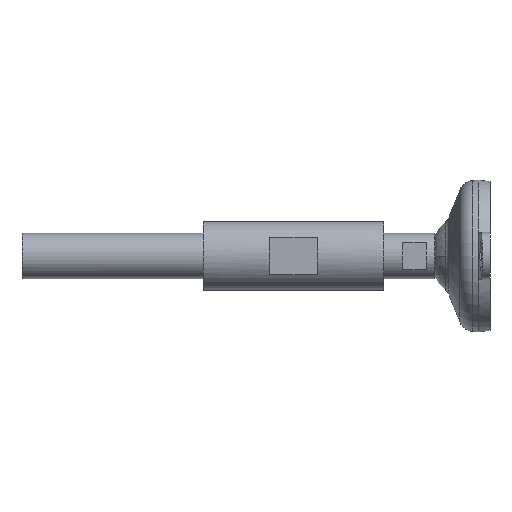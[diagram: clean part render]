
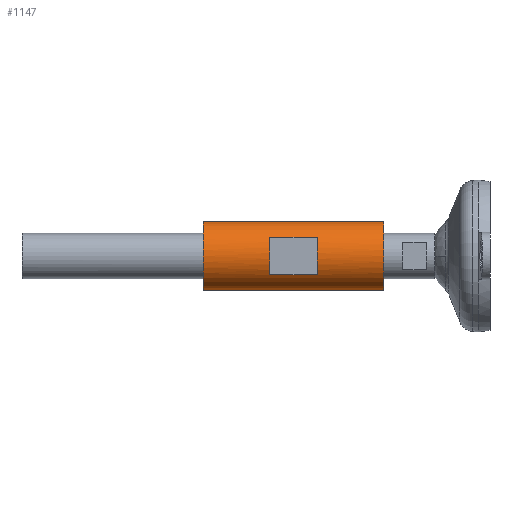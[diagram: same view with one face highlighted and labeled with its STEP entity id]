
A CAD part, left-side view. The second image highlights one B-rep face of the part: STEP entity #1147.
In plain terms, the highlighted cylindrical face has radius 18 mm (diameter 36 mm), a partial arc.
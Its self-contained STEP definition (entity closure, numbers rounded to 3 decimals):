
#30 = CYLINDRICAL_SURFACE ( 'NONE', #820, 18. ) ;
#64 = ORIENTED_EDGE ( 'NONE', *, *, #1284, .F. ) ;
#167 = ORIENTED_EDGE ( 'NONE', *, *, #531, .F. ) ;
#180 = FACE_BOUND ( 'NONE', #712, .T. ) ;
#221 = VERTEX_POINT ( 'NONE', #1323 ) ;
#231 = CARTESIAN_POINT ( 'NONE',  ( 0., 56., 18. ) ) ;
#251 = DIRECTION ( 'NONE',  ( 0., -1., 0. ) ) ;
#304 = EDGE_LOOP ( 'NONE', ( #167, #1369, #1188, #64 ) ) ;
#320 = VECTOR ( 'NONE', #1433, 1000. ) ;
#370 = DIRECTION ( 'NONE',  ( 0., -1., 0. ) ) ;
#388 = LINE ( 'NONE', #906, #1011 ) ;
#438 = VERTEX_POINT ( 'NONE', #1113 ) ;
#448 = CARTESIAN_POINT ( 'NONE',  ( -15., 116., 9.95 ) ) ;
#458 = EDGE_CURVE ( 'NONE', #1647, #891, #1222, .T. ) ;
#492 = AXIS2_PLACEMENT_3D ( 'NONE', #1551, #251, #1452 ) ;
#495 = VECTOR ( 'NONE', #370, 1000. ) ;
#496 = CARTESIAN_POINT ( 'NONE',  ( 0., 116., 0. ) ) ;
#500 = LINE ( 'NONE', #1258, #1521 ) ;
#512 = EDGE_CURVE ( 'NONE', #438, #1647, #388, .T. ) ;
#525 = AXIS2_PLACEMENT_3D ( 'NONE', #496, #770, #774 ) ;
#531 = EDGE_CURVE ( 'NONE', #1400, #785, #889, .T. ) ;
#539 = CARTESIAN_POINT ( 'NONE',  ( 0., 151., 18. ) ) ;
#567 = ORIENTED_EDGE ( 'NONE', *, *, #1060, .T. ) ;
#568 = CARTESIAN_POINT ( 'NONE',  ( 0., 151., 0. ) ) ;
#574 = CARTESIAN_POINT ( 'NONE',  ( 0., 56., 0. ) ) ;
#579 = CIRCLE ( 'NONE', #1441, 18. ) ;
#620 = CARTESIAN_POINT ( 'NONE',  ( 0., 56., 0. ) ) ;
#641 = EDGE_CURVE ( 'NONE', #1400, #221, #579, .T. ) ;
#694 = VERTEX_POINT ( 'NONE', #1627 ) ;
#712 = EDGE_LOOP ( 'NONE', ( #1659, #567, #1124, #1538 ) ) ;
#770 = DIRECTION ( 'NONE',  ( 0., 1., 0. ) ) ;
#774 = DIRECTION ( 'NONE',  ( 0., 0., 1. ) ) ;
#785 = VERTEX_POINT ( 'NONE', #231 ) ;
#816 = EDGE_CURVE ( 'NONE', #221, #829, #500, .T. ) ;
#820 = AXIS2_PLACEMENT_3D ( 'NONE', #574, #965, #1473 ) ;
#829 = VERTEX_POINT ( 'NONE', #988 ) ;
#867 = DIRECTION ( 'NONE',  ( 0., 0., -1. ) ) ;
#889 = LINE ( 'NONE', #1539, #495 ) ;
#891 = VERTEX_POINT ( 'NONE', #448 ) ;
#905 = DIRECTION ( 'NONE',  ( 0., -1., 0. ) ) ;
#906 = CARTESIAN_POINT ( 'NONE',  ( -15., 56., -9.95 ) ) ;
#911 = CARTESIAN_POINT ( 'NONE',  ( -15., 56., 9.95 ) ) ;
#965 = DIRECTION ( 'NONE',  ( 0., -1., 0. ) ) ;
#988 = CARTESIAN_POINT ( 'NONE',  ( 0., 56., -18. ) ) ;
#1011 = VECTOR ( 'NONE', #1146, 1000. ) ;
#1060 = EDGE_CURVE ( 'NONE', #694, #438, #1256, .T. ) ;
#1082 = DIRECTION ( 'NONE',  ( 0., 0., -1. ) ) ;
#1094 = DIRECTION ( 'NONE',  ( 0., -1., 0. ) ) ;
#1113 = CARTESIAN_POINT ( 'NONE',  ( -15., 91., -9.95 ) ) ;
#1124 = ORIENTED_EDGE ( 'NONE', *, *, #512, .T. ) ;
#1146 = DIRECTION ( 'NONE',  ( 0., 1., 0. ) ) ;
#1147 = ADVANCED_FACE ( 'NONE', ( #1204, #180 ), #30, .T. ) ;
#1188 = ORIENTED_EDGE ( 'NONE', *, *, #816, .T. ) ;
#1204 = FACE_OUTER_BOUND ( 'NONE', #304, .T. ) ;
#1217 = CARTESIAN_POINT ( 'NONE',  ( -15., 116., -9.95 ) ) ;
#1222 = CIRCLE ( 'NONE', #525, 18. ) ;
#1256 = CIRCLE ( 'NONE', #492, 18. ) ;
#1258 = CARTESIAN_POINT ( 'NONE',  ( 0., 56., -18. ) ) ;
#1276 = AXIS2_PLACEMENT_3D ( 'NONE', #620, #905, #867 ) ;
#1284 = EDGE_CURVE ( 'NONE', #785, #829, #1606, .T. ) ;
#1323 = CARTESIAN_POINT ( 'NONE',  ( 0., 151., -18. ) ) ;
#1369 = ORIENTED_EDGE ( 'NONE', *, *, #641, .T. ) ;
#1400 = VERTEX_POINT ( 'NONE', #539 ) ;
#1433 = DIRECTION ( 'NONE',  ( 0., -1., 0. ) ) ;
#1441 = AXIS2_PLACEMENT_3D ( 'NONE', #568, #1094, #1082 ) ;
#1452 = DIRECTION ( 'NONE',  ( 0., 0., -1. ) ) ;
#1473 = DIRECTION ( 'NONE',  ( 0., 0., -1. ) ) ;
#1484 = EDGE_CURVE ( 'NONE', #891, #694, #1610, .T. ) ;
#1503 = DIRECTION ( 'NONE',  ( 0., -1., 0. ) ) ;
#1521 = VECTOR ( 'NONE', #1503, 1000. ) ;
#1538 = ORIENTED_EDGE ( 'NONE', *, *, #458, .T. ) ;
#1539 = CARTESIAN_POINT ( 'NONE',  ( 0., 56., 18. ) ) ;
#1551 = CARTESIAN_POINT ( 'NONE',  ( 0., 91., 0. ) ) ;
#1606 = CIRCLE ( 'NONE', #1276, 18. ) ;
#1610 = LINE ( 'NONE', #911, #320 ) ;
#1627 = CARTESIAN_POINT ( 'NONE',  ( -15., 91., 9.95 ) ) ;
#1647 = VERTEX_POINT ( 'NONE', #1217 ) ;
#1659 = ORIENTED_EDGE ( 'NONE', *, *, #1484, .T. ) ;
